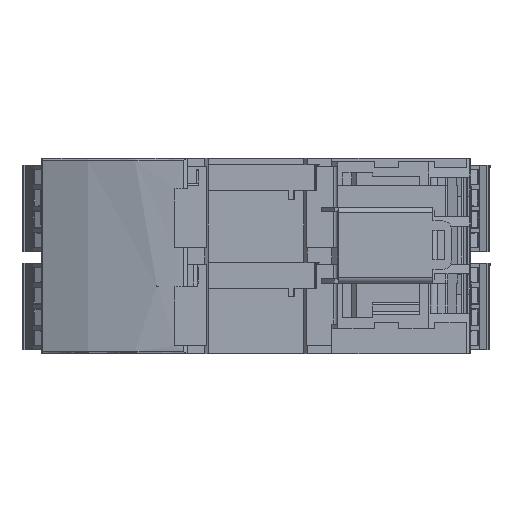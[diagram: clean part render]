
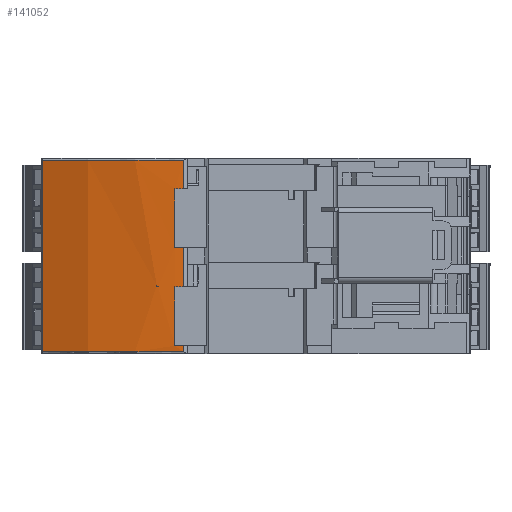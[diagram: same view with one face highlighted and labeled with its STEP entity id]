
A CAD part, left-side view. The second image highlights one B-rep face of the part: STEP entity #141052.
In plain terms, the highlighted cylindrical face has radius 80 mm (diameter 160 mm), a partial arc.
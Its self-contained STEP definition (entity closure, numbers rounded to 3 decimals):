
#66779=DIRECTION('',(0.,0.,-1.));
#66780=VECTOR('',#66779,44.2);
#66781=CARTESIAN_POINT('',(13.114,105.002,102.847));
#66782=LINE('',#66781,#66780);
#66787=DIRECTION('',(0.,0.,1.));
#66788=VECTOR('',#66787,13.6);
#66789=CARTESIAN_POINT('',(4.864,74.479,60.047));
#66790=LINE('',#66789,#66788);
#66791=DIRECTION('',(0.,0.,1.));
#66792=VECTOR('',#66791,1.4);
#66793=CARTESIAN_POINT('',(4.761,72.52,58.647));
#66794=LINE('',#66793,#66792);
#66795=DIRECTION('',(0.,0.,1.));
#66796=VECTOR('',#66795,13.6);
#66797=CARTESIAN_POINT('',(4.864,74.479,82.647));
#66798=LINE('',#66797,#66796);
#66799=CARTESIAN_POINT('',(5.249,78.679,73.947));
#66800=CARTESIAN_POINT('',(5.238,78.579,73.847));
#66801=CARTESIAN_POINT('',(5.226,78.479,73.747));
#66802=CARTESIAN_POINT('',(5.215,78.379,73.647));
#66804=DIRECTION('',(0.,0.,1.));
#66805=VECTOR('',#66804,0.3);
#66806=CARTESIAN_POINT('',(5.249,78.679,73.647));
#66807=LINE('',#66806,#66805);
#66812=CARTESIAN_POINT('',(84.695,69.279,73.647));
#66813=DIRECTION('',(0.,0.,-1.));
#66814=DIRECTION('',(-0.999,0.041,0.));
#66815=AXIS2_PLACEMENT_3D('',#66812,#66813,#66814);
#66878=CARTESIAN_POINT('',(84.695,69.279,73.647));
#66879=DIRECTION('',(0.,0.,1.));
#66880=DIRECTION('',(-0.993,0.118,0.));
#66881=AXIS2_PLACEMENT_3D('',#66878,#66879,#66880);
#79504=CARTESIAN_POINT('',(84.695,69.279,58.647));
#79505=DIRECTION('',(0.,0.,-1.));
#79506=DIRECTION('',(-0.999,0.041,0.));
#79507=AXIS2_PLACEMENT_3D('',#79504,#79505,#79506);
#79567=CARTESIAN_POINT('',(84.695,69.279,60.047));
#79568=DIRECTION('',(0.,0.,1.));
#79569=DIRECTION('',(-0.998,0.065,0.));
#79570=AXIS2_PLACEMENT_3D('',#79567,#79568,#79569);
#81763=CARTESIAN_POINT('',(84.695,69.279,82.647));
#81764=DIRECTION('',(0.,0.,1.));
#81765=DIRECTION('',(-0.998,0.065,0.));
#81766=AXIS2_PLACEMENT_3D('',#81763,#81764,#81765);
#81801=DIRECTION('',(0.,0.,-1.));
#81802=VECTOR('',#81801,9.);
#81803=CARTESIAN_POINT('',(4.761,72.52,82.647));
#81804=LINE('',#81803,#81802);
#81918=CARTESIAN_POINT('',(84.695,69.279,96.247));
#81919=DIRECTION('',(0.,0.,-1.));
#81920=DIRECTION('',(-0.999,0.041,0.));
#81921=AXIS2_PLACEMENT_3D('',#81918,#81919,#81920);
#81936=DIRECTION('',(0.,0.,-1.));
#81937=VECTOR('',#81936,6.6);
#81938=CARTESIAN_POINT('',(4.761,72.52,102.847));
#81939=LINE('',#81938,#81937);
#82097=CARTESIAN_POINT('',(84.695,69.279,102.847));
#82098=DIRECTION('',(0.,0.,1.));
#82099=DIRECTION('',(-0.895,0.447,0.));
#82100=AXIS2_PLACEMENT_3D('',#82097,#82098,#82099);
#82110=CARTESIAN_POINT('',(13.114,105.002,102.847));
#125488=CARTESIAN_POINT('',(4.761,72.52,
96.247));
#125490=VERTEX_POINT('',#125488);
#126044=VERTEX_POINT('',#82110);
#126409=CARTESIAN_POINT('',(4.761,72.52,
102.847));
#126410=VERTEX_POINT('',#126409);
#127701=CARTESIAN_POINT('',(4.864,74.479,
82.647));
#127702=CARTESIAN_POINT('',(4.761,72.52,
82.647));
#127703=VERTEX_POINT('',#127701);
#127704=VERTEX_POINT('',#127702);
#128393=CARTESIAN_POINT('',(4.761,72.52,
73.647));
#128394=VERTEX_POINT('',#128393);
#129741=CARTESIAN_POINT('',(4.864,74.479,
96.247));
#129742=VERTEX_POINT('',#129741);
#133863=CARTESIAN_POINT('',(4.761,72.52,
58.647));
#133864=CARTESIAN_POINT('',(4.761,72.52,
60.047));
#133865=VERTEX_POINT('',#133863);
#133866=VERTEX_POINT('',#133864);
#134842=CARTESIAN_POINT('',(4.864,74.479,
60.047));
#134843=VERTEX_POINT('',#134842);
#135006=CARTESIAN_POINT('',(5.249,78.679,
73.647));
#135008=VERTEX_POINT('',#135006);
#135038=CARTESIAN_POINT('',(13.114,105.002,
58.647));
#135039=VERTEX_POINT('',#135038);
#135450=CARTESIAN_POINT('',(4.864,74.479,
73.647));
#135451=VERTEX_POINT('',#135450);
#135452=CARTESIAN_POINT('',(5.215,78.379,
73.647));
#135454=VERTEX_POINT('',#135452);
#135456=CARTESIAN_POINT('',(5.249,78.679,
73.947));
#135457=VERTEX_POINT('',#135456);
#141014=CARTESIAN_POINT('',(84.695,69.279,
102.097));
#141015=DIRECTION('',(0.,0.,-1.));
#141016=DIRECTION('',(0.,1.,0.));
#141017=AXIS2_PLACEMENT_3D('',#141014,#141015,#141016);
#141018=CYLINDRICAL_SURFACE('',#141017,80.);
#141020=ORIENTED_EDGE('',*,*,#141019,.T.);
#141022=ORIENTED_EDGE('',*,*,#141021,.F.);
#141024=ORIENTED_EDGE('',*,*,#141023,.T.);
#141026=ORIENTED_EDGE('',*,*,#141025,.F.);
#141028=ORIENTED_EDGE('',*,*,#141027,.T.);
#141029=ORIENTED_EDGE('',*,*,#140993,.F.);
#141031=ORIENTED_EDGE('',*,*,#141030,.T.);
#141033=ORIENTED_EDGE('',*,*,#141032,.T.);
#141035=ORIENTED_EDGE('',*,*,#141034,.T.);
#141037=ORIENTED_EDGE('',*,*,#141036,.F.);
#141039=ORIENTED_EDGE('',*,*,#141038,.T.);
#141041=ORIENTED_EDGE('',*,*,#141040,.T.);
#141042=EDGE_LOOP('',(#141020,#141022,#141024,#141026,#141028,#141029,#141031,
#141033,#141035,#141037,#141039,#141041));
#141043=FACE_OUTER_BOUND('',#141042,.F.);
#141045=ORIENTED_EDGE('',*,*,#141044,.F.);
#141047=ORIENTED_EDGE('',*,*,#141046,.F.);
#141049=ORIENTED_EDGE('',*,*,#141048,.T.);
#141050=EDGE_LOOP('',(#141045,#141047,#141049));
#141051=FACE_BOUND('',#141050,.F.);
#141052=ADVANCED_FACE('',(#141043,#141051),#141018,.T.);
#66803=B_SPLINE_CURVE_WITH_KNOTS('',3,(#66799,#66800,#66801,#66802),
.UNSPECIFIED.,.F.,.F.,(4,4),(0.,1.),.UNSPECIFIED.);
#66816=CIRCLE('',#66815,80.);
#66882=CIRCLE('',#66881,80.);
#79508=CIRCLE('',#79507,80.);
#79571=CIRCLE('',#79570,80.);
#81767=CIRCLE('',#81766,80.);
#81922=CIRCLE('',#81921,80.);
#82101=CIRCLE('',#82100,80.);
#140993=EDGE_CURVE('',#126044,#135039,#66782,.T.);
#141019=EDGE_CURVE('',#128394,#135451,#66816,.T.);
#141021=EDGE_CURVE('',#134843,#135451,#66790,.T.);
#141023=EDGE_CURVE('',#134843,#133866,#79571,.T.);
#141025=EDGE_CURVE('',#133865,#133866,#66794,.T.);
#141027=EDGE_CURVE('',#133865,#135039,#79508,.T.);
#141030=EDGE_CURVE('',#126044,#126410,#82101,.T.);
#141032=EDGE_CURVE('',#126410,#125490,#81939,.T.);
#141034=EDGE_CURVE('',#125490,#129742,#81922,.T.);
#141036=EDGE_CURVE('',#127703,#129742,#66798,.T.);
#141038=EDGE_CURVE('',#127703,#127704,#81767,.T.);
#141040=EDGE_CURVE('',#127704,#128394,#81804,.T.);
#141044=EDGE_CURVE('',#135457,#135454,#66803,.T.);
#141046=EDGE_CURVE('',#135008,#135457,#66807,.T.);
#141048=EDGE_CURVE('',#135008,#135454,#66882,.T.);
